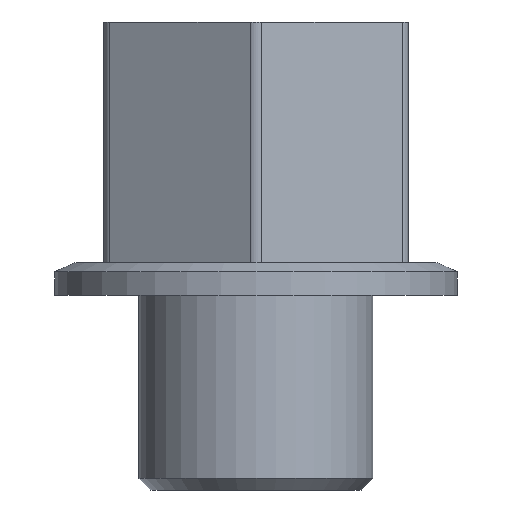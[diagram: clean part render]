
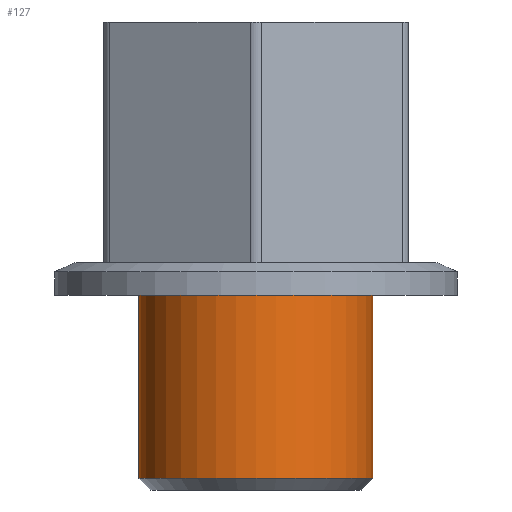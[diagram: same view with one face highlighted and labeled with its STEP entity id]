
A CAD part, front view. The second image highlights one B-rep face of the part: STEP entity #127.
In plain terms, the highlighted cylindrical face has radius 5 mm (diameter 10 mm), a full revolution.
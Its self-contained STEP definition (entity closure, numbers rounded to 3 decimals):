
#127 = ADVANCED_FACE( '', ( #256, #257 ), #258, .T. );
#256 = FACE_OUTER_BOUND( '', #377, .T. );
#257 = FACE_OUTER_BOUND( '', #378, .T. );
#258 = CYLINDRICAL_SURFACE( '', #379, 5. );
#377 = EDGE_LOOP( '', ( #676 ) );
#378 = EDGE_LOOP( '', ( #677 ) );
#379 = AXIS2_PLACEMENT_3D( '', #678, #679, #680 );
#676 = ORIENTED_EDGE( '', *, *, #761, .T. );
#677 = ORIENTED_EDGE( '', *, *, #742, .F. );
#678 = CARTESIAN_POINT( '', ( 0., 0., 7.487 ) );
#679 = DIRECTION( '', ( 0., 0., -1. ) );
#680 = DIRECTION( '', ( 1., 0., 0. ) );
#742 = EDGE_CURVE( '', #899, #899, #900, .T. );
#761 = EDGE_CURVE( '', #925, #925, #926, .T. );
#899 = VERTEX_POINT( '', #1105 );
#900 = CIRCLE( '', #1106, 5. );
#925 = VERTEX_POINT( '', #1140 );
#926 = CIRCLE( '', #1141, 5. );
#1105 = CARTESIAN_POINT( '', ( 5., 0., 10. ) );
#1106 = AXIS2_PLACEMENT_3D( '', #1275, #1276, #1277 );
#1140 = CARTESIAN_POINT( '', ( 5., 0., 0.5 ) );
#1141 = AXIS2_PLACEMENT_3D( '', #1293, #1294, #1295 );
#1275 = CARTESIAN_POINT( '', ( 0., 0., 10. ) );
#1276 = DIRECTION( '', ( 0., 0., 1. ) );
#1277 = DIRECTION( '', ( 1., 0., 0. ) );
#1293 = CARTESIAN_POINT( '', ( 0., 0., 0.5 ) );
#1294 = DIRECTION( '', ( 0., 0., 1. ) );
#1295 = DIRECTION( '', ( 1., 0., 0. ) );
